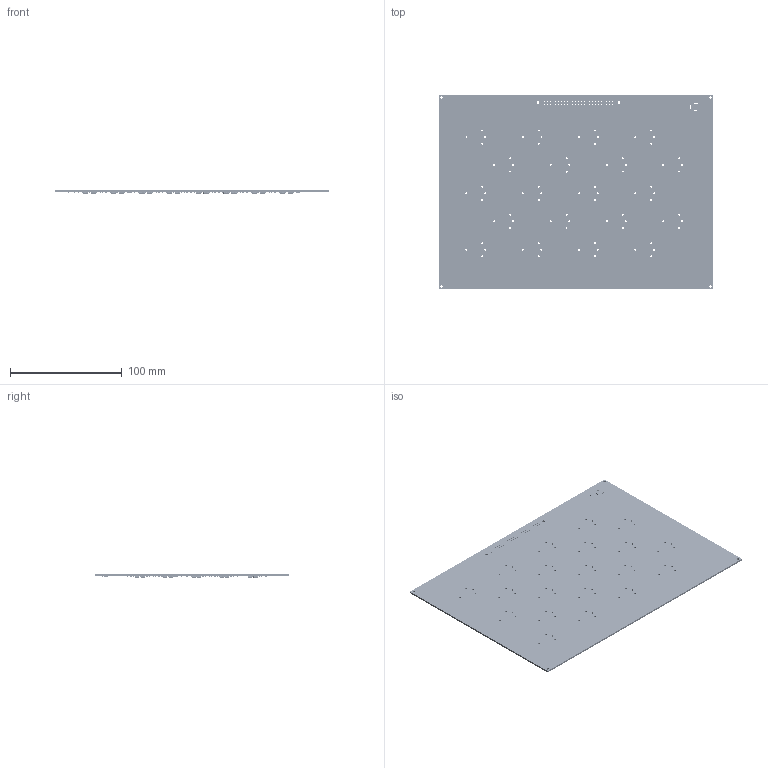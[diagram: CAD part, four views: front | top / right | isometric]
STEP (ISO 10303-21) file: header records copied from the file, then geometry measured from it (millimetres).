
FILE_DESCRIPTION(('KiCad electronic assembly'),'2;1');
FILE_NAME('Air quality project.step','2023-07-28T09:15:02',('Pcbnew'),( 'Kicad'),'Open CASCADE STEP processor 7.6','KiCad to STEP converter' ,'Unknown');
FILE_SCHEMA(('AUTOMOTIVE_DESIGN { 1 0 10303 214 1 1 1 1 }'));
Length unit declared in the file: millimetre
Products named in the file (10): Air quality project 1; LED_0201_0603Metric; SOLID; R_0402_1005Metric; C_0402_1005Metric; SOIC-8_3.9x4.9mm_P1.27mm; Air quality project PCB
Assembly tree (454 placements, depth 3):
  Air quality project 1
    LED_0201_0603Metric
      SOLID
    R_0402_1005Metric  x266
      SOLID
    C_0402_1005Metric  x142
      SOLID
    SOIC-8_3.9x4.9mm_P1.27mm  x40
      SOLID
    Air quality project PCB
Bounding box: 246.5 x 174.5 x 3.78 mm (x, y, z)
Volume: 68819.9 mm3; surface area: 91901.6 mm2
Topology: 450 solids, 450 shells, 17370 faces, 45121 edges, 28978 vertices
Faces by surface type: plane 10802, cylinder 5288, bspline 1280
Full cylindrical faces by diameter (mm): 0.6 x40, 0.889 x50, 1.803 x80, 2.2 x4, 2.692 x2
Entity records: 37251 total; most frequent: CARTESIAN_POINT 7725, DIRECTION 5395, LINE 2844, VECTOR 2844, ORIENTED_EDGE 2464, PCURVE 2464, DEFINITIONAL_REPRESENTATION 2464, AXIS2_PLACEMENT_3D 1249
